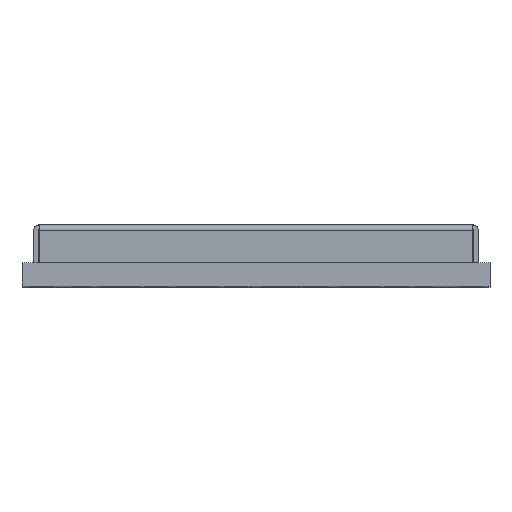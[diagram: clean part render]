
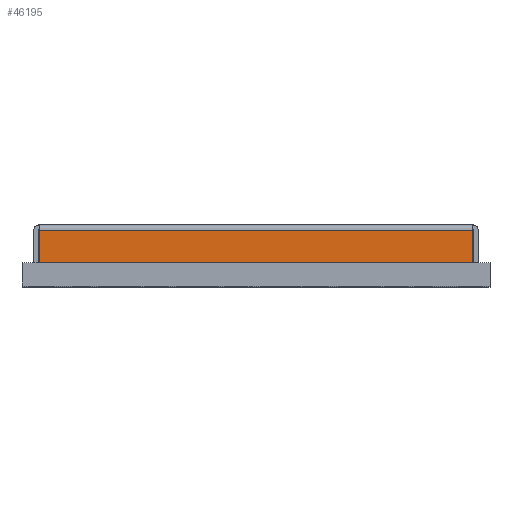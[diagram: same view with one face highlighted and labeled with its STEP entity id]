
A CAD part, top view. The second image highlights one B-rep face of the part: STEP entity #46195.
In plain terms, the highlighted planar face has unit normal (0, 0, 1).
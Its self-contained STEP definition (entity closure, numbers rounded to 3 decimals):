
#164 = EDGE_LOOP ( 'NONE', ( #30572, #50752, #41812, #35872 ) ) ;
#606 = CARTESIAN_POINT ( 'NONE',  ( -9.215, 34.661, 11.3 ) ) ;
#3290 = AXIS2_PLACEMENT_3D ( 'NONE', #39404, #42968, #31119 ) ;
#6283 = DIRECTION ( 'NONE',  ( 0., -1., 0. ) ) ;
#6495 = PLANE ( 'NONE',  #3290 ) ;
#10596 = CARTESIAN_POINT ( 'NONE',  ( 9.215, 1., 11.3 ) ) ;
#13559 = LINE ( 'NONE', #44442, #36587 ) ;
#16505 = EDGE_CURVE ( 'NONE', #47790, #44184, #32374, .T. ) ;
#16639 = FACE_OUTER_BOUND ( 'NONE', #164, .T. ) ;
#17797 = VECTOR ( 'NONE', #22141, 1000. ) ;
#21685 = CARTESIAN_POINT ( 'NONE',  ( 9.215, 2.38, 11.3 ) ) ;
#22141 = DIRECTION ( 'NONE',  ( 1., 0., 0. ) ) ;
#23854 = DIRECTION ( 'NONE',  ( -1., 0., 0. ) ) ;
#27985 = LINE ( 'NONE', #34285, #17797 ) ;
#29718 = CARTESIAN_POINT ( 'NONE',  ( -9.215, 2.38, 11.3 ) ) ;
#30565 = VERTEX_POINT ( 'NONE', #10596 ) ;
#30572 = ORIENTED_EDGE ( 'NONE', *, *, #48506, .T. ) ;
#31119 = DIRECTION ( 'NONE',  ( -1., 0., 0. ) ) ;
#31460 = VERTEX_POINT ( 'NONE', #21685 ) ;
#32374 = LINE ( 'NONE', #606, #39445 ) ;
#34285 = CARTESIAN_POINT ( 'NONE',  ( -9.45, 1., 11.3 ) ) ;
#34484 = CARTESIAN_POINT ( 'NONE',  ( 9.215, 34.661, 11.3 ) ) ;
#35872 = ORIENTED_EDGE ( 'NONE', *, *, #38645, .T. ) ;
#36587 = VECTOR ( 'NONE', #23854, 1000. ) ;
#37915 = CARTESIAN_POINT ( 'NONE',  ( -9.215, 1., 11.3 ) ) ;
#38645 = EDGE_CURVE ( 'NONE', #44184, #30565, #27985, .T. ) ;
#39391 = LINE ( 'NONE', #34484, #41297 ) ;
#39404 = CARTESIAN_POINT ( 'NONE',  ( -9.45, 34.661, 11.3 ) ) ;
#39445 = VECTOR ( 'NONE', #6283, 1000. ) ;
#41297 = VECTOR ( 'NONE', #42905, 1000. ) ;
#41812 = ORIENTED_EDGE ( 'NONE', *, *, #16505, .T. ) ;
#42905 = DIRECTION ( 'NONE',  ( 0., 1., 0. ) ) ;
#42968 = DIRECTION ( 'NONE',  ( 0., 0., -1. ) ) ;
#43323 = EDGE_CURVE ( 'NONE', #31460, #47790, #13559, .T. ) ;
#44184 = VERTEX_POINT ( 'NONE', #37915 ) ;
#44442 = CARTESIAN_POINT ( 'NONE',  ( -9.215, 2.38, 11.3 ) ) ;
#46195 = ADVANCED_FACE ( 'NONE', ( #16639 ), #6495, .F. ) ;
#47790 = VERTEX_POINT ( 'NONE', #29718 ) ;
#48506 = EDGE_CURVE ( 'NONE', #30565, #31460, #39391, .T. ) ;
#50752 = ORIENTED_EDGE ( 'NONE', *, *, #43323, .T. ) ;
